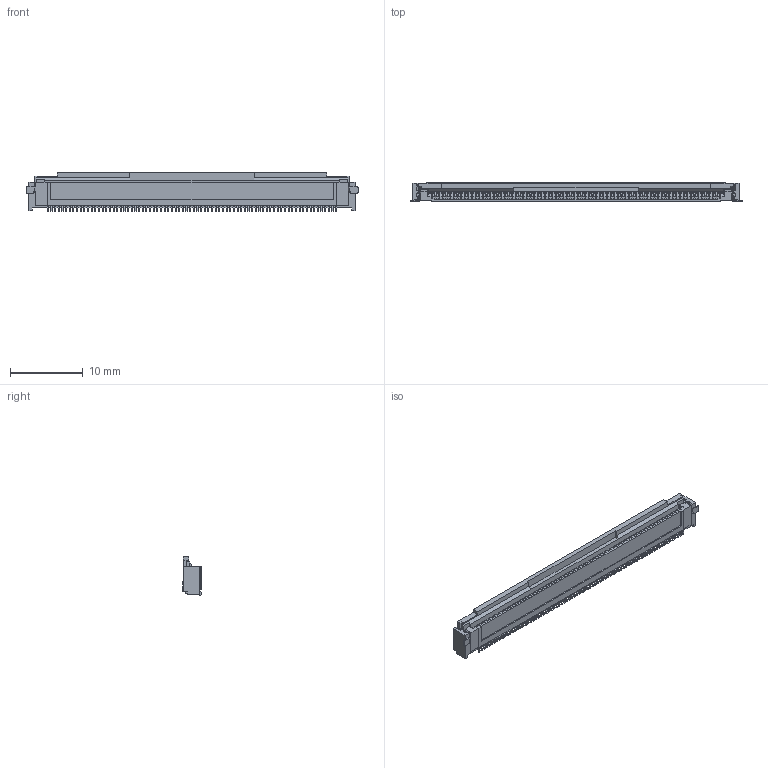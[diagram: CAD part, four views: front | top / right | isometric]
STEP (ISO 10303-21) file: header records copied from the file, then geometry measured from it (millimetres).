
FILE_DESCRIPTION((''),'2;1');
FILE_NAME('5027908091','2009-04-22T',('gga'),(''),'PRO/ENGINEER BY PARAMETRIC TECHNOLOGY CORPORATION, 2003451','PRO/ENGINEER BY PARAMETRIC TECHNOLOGY CORPORATION, 2003451','');
FILE_SCHEMA(('CONFIG_CONTROL_DESIGN'));
Products named in the file (1): 5027908091
Bounding box: 45.5 x 2.55 x 5.3 mm (x, y, z)
Volume: 309.3 mm3; surface area: 2249.7 mm2
Topology: 2 solids, 2 shells, 7717 faces, 23865 edges, 15908 vertices
Faces by surface type: plane 6412, cylinder 1305
Entity records: 262540 total; most frequent: CARTESIAN_POINT 47167, ORIENTED_EDGE 47074, DIRECTION 41909, EDGE_CURVE 23537, VECTOR 21253, LINE 21253, VERTEX_POINT 15580, AXIS2_PLACEMENT_3D 10328
